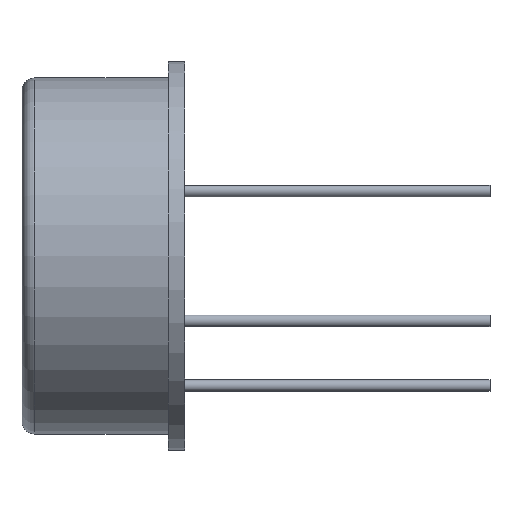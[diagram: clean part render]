
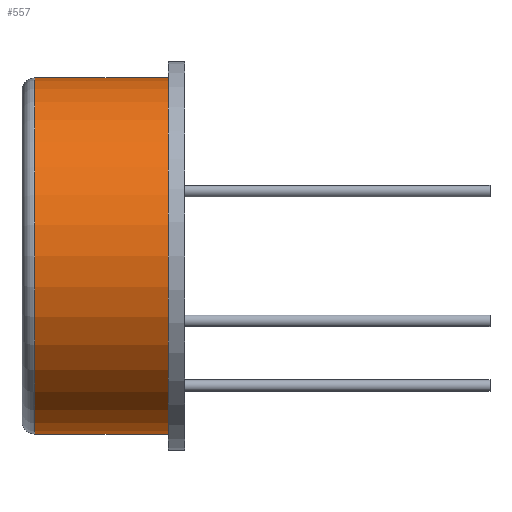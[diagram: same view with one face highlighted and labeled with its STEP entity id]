
A CAD part, left-side view. The second image highlights one B-rep face of the part: STEP entity #557.
In plain terms, the highlighted cylindrical face has radius 7 mm (diameter 14 mm), a partial arc.
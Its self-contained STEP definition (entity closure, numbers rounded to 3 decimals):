
#128 = AXIS2_PLACEMENT_3D ( 'NONE', #210, #1780, #664 ) ;
#159 = LINE ( 'NONE', #1414, #841 ) ;
#210 = CARTESIAN_POINT ( 'NONE',  ( 0., 5.9, 0. ) ) ;
#345 = CARTESIAN_POINT ( 'NONE',  ( 0., 0.65, 7. ) ) ;
#351 = AXIS2_PLACEMENT_3D ( 'NONE', #1120, #398, #746 ) ;
#398 = DIRECTION ( 'NONE',  ( 0., -1., 0. ) ) ;
#480 = ORIENTED_EDGE ( 'NONE', *, *, #530, .T. ) ;
#530 = EDGE_CURVE ( 'NONE', #683, #1904, #1171, .T. ) ;
#557 = ADVANCED_FACE ( 'NONE', ( #1128 ), #1333, .T. ) ;
#592 = AXIS2_PLACEMENT_3D ( 'NONE', #826, #1151, #843 ) ;
#646 = DIRECTION ( 'NONE',  ( 0., -1., 0. ) ) ;
#664 = DIRECTION ( 'NONE',  ( 0., 0., -1. ) ) ;
#683 = VERTEX_POINT ( 'NONE', #886 ) ;
#698 = VERTEX_POINT ( 'NONE', #1181 ) ;
#746 = DIRECTION ( 'NONE',  ( 0., 0., -1. ) ) ;
#777 = EDGE_CURVE ( 'NONE', #698, #1228, #159, .T. ) ;
#814 = CARTESIAN_POINT ( 'NONE',  ( 0., 0., -7. ) ) ;
#826 = CARTESIAN_POINT ( 'NONE',  ( 0., 0., 0. ) ) ;
#841 = VECTOR ( 'NONE', #646, 1000. ) ;
#843 = DIRECTION ( 'NONE',  ( 0., 0., -1. ) ) ;
#882 = EDGE_CURVE ( 'NONE', #698, #683, #1749, .T. ) ;
#886 = CARTESIAN_POINT ( 'NONE',  ( 0., 5.9, -7. ) ) ;
#900 = CIRCLE ( 'NONE', #351, 7. ) ;
#1042 = EDGE_CURVE ( 'NONE', #1228, #1904, #900, .T. ) ;
#1096 = ORIENTED_EDGE ( 'NONE', *, *, #777, .F. ) ;
#1116 = ORIENTED_EDGE ( 'NONE', *, *, #1042, .F. ) ;
#1120 = CARTESIAN_POINT ( 'NONE',  ( 0., 0.65, 0. ) ) ;
#1128 = FACE_OUTER_BOUND ( 'NONE', #1398, .T. ) ;
#1151 = DIRECTION ( 'NONE',  ( 0., -1., 0. ) ) ;
#1171 = LINE ( 'NONE', #814, #1936 ) ;
#1181 = CARTESIAN_POINT ( 'NONE',  ( 0., 5.9, 7. ) ) ;
#1228 = VERTEX_POINT ( 'NONE', #345 ) ;
#1333 = CYLINDRICAL_SURFACE ( 'NONE', #592, 7. ) ;
#1398 = EDGE_LOOP ( 'NONE', ( #1096, #1546, #480, #1116 ) ) ;
#1414 = CARTESIAN_POINT ( 'NONE',  ( 0., 0., 7. ) ) ;
#1476 = CARTESIAN_POINT ( 'NONE',  ( 0., 0.65, -7. ) ) ;
#1546 = ORIENTED_EDGE ( 'NONE', *, *, #882, .T. ) ;
#1641 = DIRECTION ( 'NONE',  ( 0., -1., 0. ) ) ;
#1749 = CIRCLE ( 'NONE', #128, 7. ) ;
#1780 = DIRECTION ( 'NONE',  ( 0., -1., 0. ) ) ;
#1904 = VERTEX_POINT ( 'NONE', #1476 ) ;
#1936 = VECTOR ( 'NONE', #1641, 1000. ) ;
